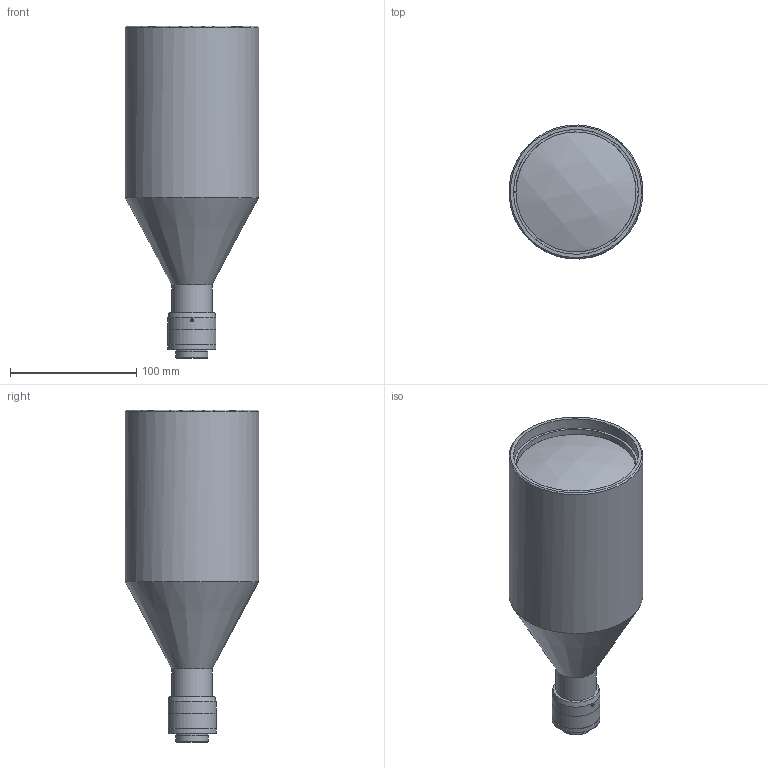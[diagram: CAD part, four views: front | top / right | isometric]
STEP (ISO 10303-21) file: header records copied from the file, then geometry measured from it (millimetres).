
FILE_DESCRIPTION((''),'2;1');
FILE_NAME('T240-008a_3D-Modell.stp','2010-02-10T07:59:07',('REGENSPURG'),(''),'Autodesk Inventor 2009','Autodesk Inventor 2009','');
FILE_SCHEMA(('AUTOMOTIVE_DESIGN { 1 0 10303 214 1 1 1 1 }'));
Length unit declared in the file: millimetre
Products named in the file (1): T240_008a_3D_Modell_V
Bounding box: 105.92 x 105.88 x 262.9 mm (x, y, z)
Volume: 1461647.3 mm3; surface area: 83096.2 mm2
Topology: 1 solids, 1 shells, 80 faces, 178 edges, 114 vertices
Faces by surface type: plane 44, cylinder 12, cone 11, bspline 11, sphere 2
Full cylindrical faces by diameter (mm): 24.6 x1, 25.4 x1, 32 x1, 37.99 x1, 38 x3, 106 x1
Entity records: 2322 total; most frequent: CARTESIAN_POINT 663, DIRECTION 330, ORIENTED_EDGE 266, AXIS2_PLACEMENT_3D 136, EDGE_CURVE 133, EDGE_LOOP 122, VERTEX_POINT 97, FACE_OUTER_BOUND 80
